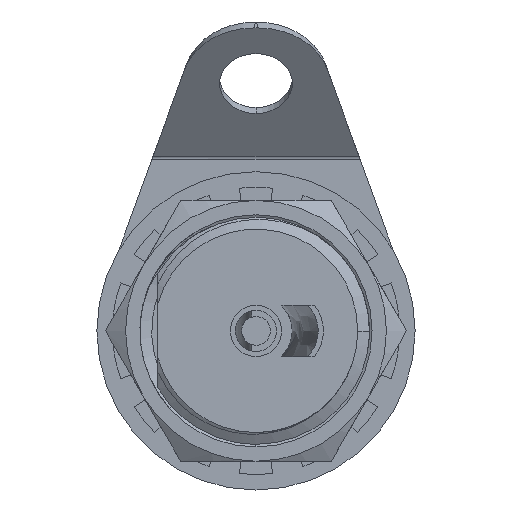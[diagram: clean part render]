
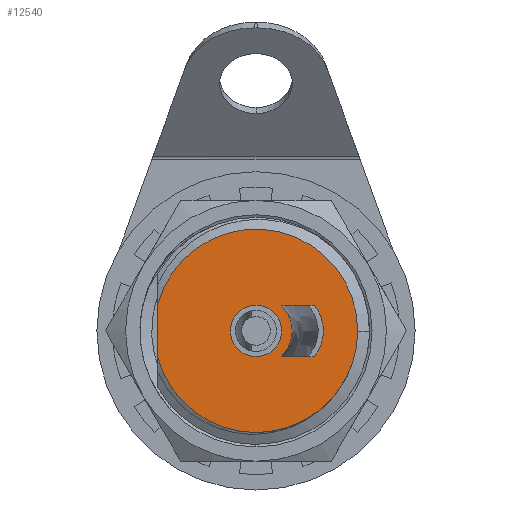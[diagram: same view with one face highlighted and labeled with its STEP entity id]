
A CAD part, left-side view. The second image highlights one B-rep face of the part: STEP entity #12540.
In plain terms, the highlighted planar face has unit normal (-1, 0, 0).
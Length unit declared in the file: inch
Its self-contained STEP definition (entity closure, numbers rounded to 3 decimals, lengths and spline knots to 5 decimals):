
#174 = DIRECTION ( 'NONE',  ( 0., 1., 0. ) ) ;
#372 = CARTESIAN_POINT ( 'NONE',  ( -0.82052, -0.16207, -0.10939 ) ) ;
#421 = AXIS2_PLACEMENT_3D ( 'NONE', #7668, #1582, #1772 ) ;
#440 = VERTEX_POINT ( 'NONE', #13542 ) ;
#479 = CARTESIAN_POINT ( 'NONE',  ( -0.82052, -0.04867, -0.04921 ) ) ;
#869 = ORIENTED_EDGE ( 'NONE', *, *, #11458, .T. ) ;
#1138 = LINE ( 'NONE', #6923, #3011 ) ;
#1164 = FACE_BOUND ( 'NONE', #7432, .T. ) ;
#1582 = DIRECTION ( 'NONE',  ( -1., 0., 0. ) ) ;
#1772 = DIRECTION ( 'NONE',  ( 0., 0., -1. ) ) ;
#1890 = DIRECTION ( 'NONE',  ( 0., 0., 1. ) ) ;
#2111 = VERTEX_POINT ( 'NONE', #13424 ) ;
#2329 = VERTEX_POINT ( 'NONE', #4983 ) ;
#2847 = CARTESIAN_POINT ( 'NONE',  ( -0.82052, 0., -0.195 ) ) ;
#3011 = VECTOR ( 'NONE', #16136, 39.37008 ) ;
#3106 = EDGE_CURVE ( 'NONE', #11995, #11677, #7294, .T. ) ;
#3165 = EDGE_LOOP ( 'NONE', ( #16911, #12911, #5917, #16668 ) ) ;
#3578 = CIRCLE ( 'NONE', #4529, 0.195 ) ;
#3890 = CIRCLE ( 'NONE', #7974, 0.195 ) ;
#3982 = CARTESIAN_POINT ( 'NONE',  ( -0.82052, -0.18841, -0.05077 ) ) ;
#4055 = DIRECTION ( 'NONE',  ( 1., 0., 0. ) ) ;
#4083 = AXIS2_PLACEMENT_3D ( 'NONE', #8730, #4191, #5966 ) ;
#4191 = DIRECTION ( 'NONE',  ( -1., 0., 0. ) ) ;
#4357 = CARTESIAN_POINT ( 'NONE',  ( -0.82052, -0.195, -0.00115 ) ) ;
#4529 = AXIS2_PLACEMENT_3D ( 'NONE', #10998, #9346, #1890 ) ;
#4866 = AXIS2_PLACEMENT_3D ( 'NONE', #10264, #10354, #16339 ) ;
#4983 = CARTESIAN_POINT ( 'NONE',  ( -0.82052, -0.04867, 0.04921 ) ) ;
#4986 = DIRECTION ( 'NONE',  ( 0., -1., 0. ) ) ;
#5161 = CARTESIAN_POINT ( 'NONE',  ( -0.82052, -0.06207, 0.04921 ) ) ;
#5462 = CARTESIAN_POINT ( 'NONE',  ( -0.82052, -0.1864, -0.05773 ) ) ;
#5494 = EDGE_CURVE ( 'NONE', #13561, #11995, #3890, .T. ) ;
#5917 = ORIENTED_EDGE ( 'NONE', *, *, #10726, .F. ) ;
#5966 = DIRECTION ( 'NONE',  ( 0., 0., -1. ) ) ;
#6070 = LINE ( 'NONE', #7551, #17366 ) ;
#6266 = CARTESIAN_POINT ( 'NONE',  ( -0.82052, -0.12288, -0.15141 ) ) ;
#6923 = CARTESIAN_POINT ( 'NONE',  ( -0.82052, 0.188, 0.10937 ) ) ;
#6927 = CARTESIAN_POINT ( 'NONE',  ( -0.82052, -0.18165, -0.07128 ) ) ;
#6938 = ORIENTED_EDGE ( 'NONE', *, *, #16630, .T. ) ;
#6990 = VERTEX_POINT ( 'NONE', #16928 ) ;
#7044 = PLANE ( 'NONE',  #8375 ) ;
#7134 = VERTEX_POINT ( 'NONE', #14289 ) ;
#7183 = VERTEX_POINT ( 'NONE', #19043 ) ;
#7294 = CIRCLE ( 'NONE', #10100, 0.195 ) ;
#7387 = DIRECTION ( 'NONE',  ( 0., 0., 1. ) ) ;
#7432 = EDGE_LOOP ( 'NONE', ( #7905, #18210 ) ) ;
#7551 = CARTESIAN_POINT ( 'NONE',  ( -0.82052, -0.04867, 0.04921 ) ) ;
#7668 = CARTESIAN_POINT ( 'NONE',  ( -0.82052, 0., 0. ) ) ;
#7847 = CARTESIAN_POINT ( 'NONE',  ( -0.82052, 0., 0. ) ) ;
#7905 = ORIENTED_EDGE ( 'NONE', *, *, #14953, .F. ) ;
#7974 = AXIS2_PLACEMENT_3D ( 'NONE', #7847, #10966, #17056 ) ;
#7992 = DIRECTION ( 'NONE',  ( -1., 0., 0. ) ) ;
#8183 = DIRECTION ( 'NONE',  ( 0., 0., 1. ) ) ;
#8336 = FACE_BOUND ( 'NONE', #3165, .T. ) ;
#8375 = AXIS2_PLACEMENT_3D ( 'NONE', #9788, #11356, #8728 ) ;
#8512 = CARTESIAN_POINT ( 'NONE',  ( -0.82052, -0.16968, -0.09715 ) ) ;
#8728 = DIRECTION ( 'NONE',  ( 0., 0., -1. ) ) ;
#8730 = CARTESIAN_POINT ( 'NONE',  ( -0.82052, 0., 0. ) ) ;
#9346 = DIRECTION ( 'NONE',  ( -1., 0., 0. ) ) ;
#9622 = EDGE_LOOP ( 'NONE', ( #869, #14187, #15279, #11229, #6938 ) ) ;
#9788 = CARTESIAN_POINT ( 'NONE',  ( -0.82052, 0.2075, 0. ) ) ;
#9963 = CARTESIAN_POINT ( 'NONE',  ( -0.82052, -0.17892, -0.07788 ) ) ;
#10100 = AXIS2_PLACEMENT_3D ( 'NONE', #12485, #7992, #8183 ) ;
#10264 = CARTESIAN_POINT ( 'NONE',  ( -0.82052, 0., 0. ) ) ;
#10354 = DIRECTION ( 'NONE',  ( -1., 0., 0. ) ) ;
#10726 = EDGE_CURVE ( 'NONE', #6990, #13537, #18667, .T. ) ;
#10966 = DIRECTION ( 'NONE',  ( -1., 0., 0. ) ) ;
#10998 = CARTESIAN_POINT ( 'NONE',  ( -0.82052, 0., 0. ) ) ;
#11229 = ORIENTED_EDGE ( 'NONE', *, *, #12279, .T. ) ;
#11356 = DIRECTION ( 'NONE',  ( 1., 0., 0. ) ) ;
#11458 = EDGE_CURVE ( 'NONE', #440, #13561, #1138, .T. ) ;
#11619 = CARTESIAN_POINT ( 'NONE',  ( -0.82052, -0.12288, -0.15141 ) ) ;
#11677 = VERTEX_POINT ( 'NONE', #11619 ) ;
#11759 = VERTEX_POINT ( 'NONE', #4357 ) ;
#11889 = CARTESIAN_POINT ( 'NONE',  ( -0.82052, 0., 0. ) ) ;
#11995 = VERTEX_POINT ( 'NONE', #2847 ) ;
#12051 = EDGE_CURVE ( 'NONE', #7134, #6990, #15090, .T. ) ;
#12233 = CARTESIAN_POINT ( 'NONE',  ( -0.82052, -0.1341, -0.14231 ) ) ;
#12279 = EDGE_CURVE ( 'NONE', #11677, #11759, #15929, .T. ) ;
#12485 = CARTESIAN_POINT ( 'NONE',  ( -0.82052, 0., 0. ) ) ;
#12525 = CIRCLE ( 'NONE', #4083, 0.04921 ) ;
#12540 = ADVANCED_FACE ( 'NONE', ( #1164, #19187, #8336 ), #7044, .F. ) ;
#12911 = ORIENTED_EDGE ( 'NONE', *, *, #15409, .F. ) ;
#13032 = EDGE_CURVE ( 'NONE', #2329, #7134, #16675, .T. ) ;
#13424 = CARTESIAN_POINT ( 'NONE',  ( -0.82052, 0., -0.04921 ) ) ;
#13537 = VERTEX_POINT ( 'NONE', #5161 ) ;
#13542 = CARTESIAN_POINT ( 'NONE',  ( -0.82052, 0.188, 0.05178 ) ) ;
#13561 = VERTEX_POINT ( 'NONE', #15452 ) ;
#14187 = ORIENTED_EDGE ( 'NONE', *, *, #5494, .T. ) ;
#14289 = CARTESIAN_POINT ( 'NONE',  ( -0.82052, -0.04867, -0.04921 ) ) ;
#14472 = CARTESIAN_POINT ( 'NONE',  ( -0.82052, -0.19324, -0.0298 ) ) ;
#14953 = EDGE_CURVE ( 'NONE', #2111, #7183, #15764, .T. ) ;
#15090 = LINE ( 'NONE', #479, #19292 ) ;
#15279 = ORIENTED_EDGE ( 'NONE', *, *, #3106, .T. ) ;
#15287 = CARTESIAN_POINT ( 'NONE',  ( -0.82052, -0.14424, -0.13201 ) ) ;
#15409 = EDGE_CURVE ( 'NONE', #13537, #2329, #6070, .T. ) ;
#15452 = CARTESIAN_POINT ( 'NONE',  ( -0.82052, 0.188, -0.05178 ) ) ;
#15764 = CIRCLE ( 'NONE', #421, 0.04921 ) ;
#15929 = B_SPLINE_CURVE_WITH_KNOTS ( 'NONE', 3,
 ( #6266, #12233, #15287, #372, #8512, #9963, #6927, #5462, #3982, #14472, #15945, #17429 ),
 .UNSPECIFIED., .F., .F.,
 ( 4, 2, 2, 2, 2, 4 ),
 ( 0., 0.0011, 0.0022, 0.00275, 0.0033, 0.0044 ),
 .UNSPECIFIED. ) ;
#15945 = CARTESIAN_POINT ( 'NONE',  ( -0.82052, -0.19491, -0.0156 ) ) ;
#16136 = DIRECTION ( 'NONE',  ( 0., 0., -1. ) ) ;
#16339 = DIRECTION ( 'NONE',  ( 0., 0., 1. ) ) ;
#16630 = EDGE_CURVE ( 'NONE', #11759, #440, #3578, .T. ) ;
#16668 = ORIENTED_EDGE ( 'NONE', *, *, #12051, .F. ) ;
#16675 = CIRCLE ( 'NONE', #17318, 0.06921 ) ;
#16911 = ORIENTED_EDGE ( 'NONE', *, *, #13032, .F. ) ;
#16928 = CARTESIAN_POINT ( 'NONE',  ( -0.82052, -0.06207, -0.04921 ) ) ;
#17056 = DIRECTION ( 'NONE',  ( 0., 0., 1. ) ) ;
#17318 = AXIS2_PLACEMENT_3D ( 'NONE', #11889, #4055, #7387 ) ;
#17366 = VECTOR ( 'NONE', #174, 39.37008 ) ;
#17429 = CARTESIAN_POINT ( 'NONE',  ( -0.82052, -0.195, -0.00115 ) ) ;
#18058 = EDGE_CURVE ( 'NONE', #7183, #2111, #12525, .T. ) ;
#18210 = ORIENTED_EDGE ( 'NONE', *, *, #18058, .F. ) ;
#18667 = CIRCLE ( 'NONE', #4866, 0.07921 ) ;
#19043 = CARTESIAN_POINT ( 'NONE',  ( -0.82052, 0., 0.04921 ) ) ;
#19187 = FACE_OUTER_BOUND ( 'NONE', #9622, .T. ) ;
#19292 = VECTOR ( 'NONE', #4986, 39.37008 ) ;
